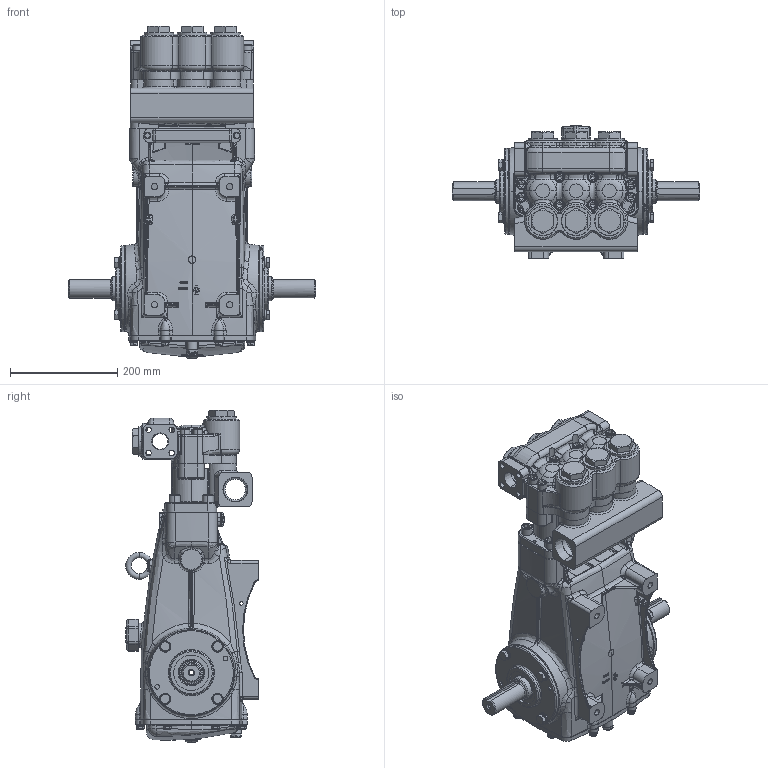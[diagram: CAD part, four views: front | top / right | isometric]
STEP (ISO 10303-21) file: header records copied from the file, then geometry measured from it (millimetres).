
FILE_DESCRIPTION (( 'STEP AP203' ), '1' );
FILE_NAME ('3521DHS.STEP', '2020-01-30T18:55:28', ( '' ), ( '' ), 'SwSTEP 2.0', 'SolidWorks 2019', '' );
FILE_SCHEMA (( 'CONFIG_CONTROL_DESIGN' ));
Products named in the file (1): 3521DHS
Bounding box: 460 x 247.5 x 618 mm (x, y, z)
Surface area: 868019 mm2 (no closed solid volume)
Topology: 0 solids, 82 shells, 2517 faces, 8288 edges, 5557 vertices
Faces by surface type: plane 703, bspline 659, cylinder 609, cone 274, torus 220, sphere 52
Entity records: 131297 total; most frequent: CARTESIAN_POINT 66050, ORIENTED_EDGE 13374, DIRECTION 12541, EDGE_CURVE 8194, VERTEX_POINT 5553, AXIS2_PLACEMENT_3D 5111, CIRCLE 3252, EDGE_LOOP 2772
